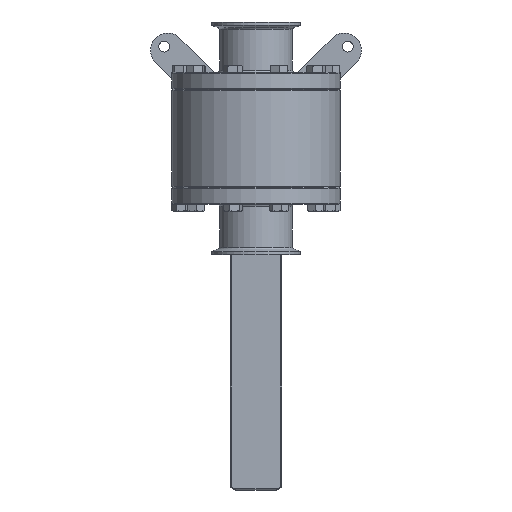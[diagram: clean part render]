
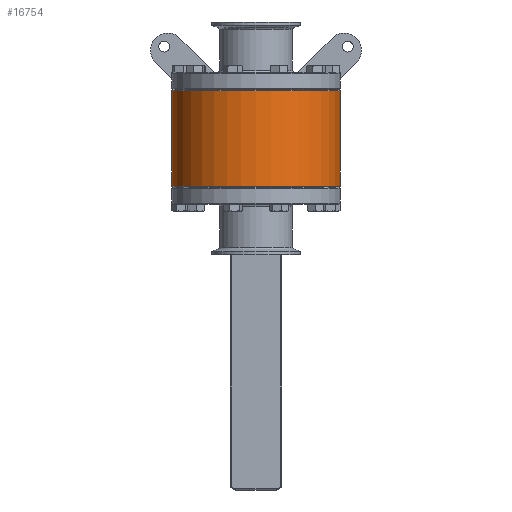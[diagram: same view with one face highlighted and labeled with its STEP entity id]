
A CAD part, front view. The second image highlights one B-rep face of the part: STEP entity #16754.
In plain terms, the highlighted cylindrical face has radius 73.5 mm (diameter 147 mm), a partial arc.
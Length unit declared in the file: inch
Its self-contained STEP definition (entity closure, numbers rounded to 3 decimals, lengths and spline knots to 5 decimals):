
#616 = EDGE_CURVE ( 'NONE', #4664, #17505, #4699, .T. ) ;
#637 = CIRCLE ( 'NONE', #29924, 2.8937 ) ;
#1267 = EDGE_LOOP ( 'NONE', ( #18490, #6724, #21569, #62911 ) ) ;
#2625 = DIRECTION ( 'NONE',  ( 0., 0., -1. ) ) ;
#3766 = LINE ( 'NONE', #3813, #36650 ) ;
#3813 = CARTESIAN_POINT ( 'NONE',  ( -2.8937, 0., 4.9485 ) ) ;
#4664 = VERTEX_POINT ( 'NONE', #31897 ) ;
#4677 = DIRECTION ( 'NONE',  ( 0., 0., 1. ) ) ;
#4699 = CIRCLE ( 'NONE', #4921, 2.8937 ) ;
#4921 = AXIS2_PLACEMENT_3D ( 'NONE', #28239, #2625, #52711 ) ;
#6724 = ORIENTED_EDGE ( 'NONE', *, *, #40099, .T. ) ;
#7360 = EDGE_CURVE ( 'NONE', #56556, #17505, #3766, .T. ) ;
#14008 = CARTESIAN_POINT ( 'NONE',  ( 2.8937, 0., 4.9485 ) ) ;
#16754 = ADVANCED_FACE ( 'NONE', ( #23073 ), #42634, .T. ) ;
#17505 = VERTEX_POINT ( 'NONE', #31160 ) ;
#18490 = ORIENTED_EDGE ( 'NONE', *, *, #7360, .F. ) ;
#19063 = DIRECTION ( 'NONE',  ( 0., 0., 1. ) ) ;
#20230 = EDGE_CURVE ( 'NONE', #62164, #4664, #48954, .T. ) ;
#21372 = DIRECTION ( 'NONE',  ( 1., 0., 0. ) ) ;
#21569 = ORIENTED_EDGE ( 'NONE', *, *, #20230, .T. ) ;
#23073 = FACE_OUTER_BOUND ( 'NONE', #1267, .T. ) ;
#27499 = CARTESIAN_POINT ( 'NONE',  ( 2.8937, 0., -1.63583 ) ) ;
#28239 = CARTESIAN_POINT ( 'NONE',  ( 0., 0., 1.63583 ) ) ;
#29924 = AXIS2_PLACEMENT_3D ( 'NONE', #41304, #61457, #53282 ) ;
#31160 = CARTESIAN_POINT ( 'NONE',  ( -2.8937, 0., 1.63583 ) ) ;
#31897 = CARTESIAN_POINT ( 'NONE',  ( 2.8937, 0., 1.63583 ) ) ;
#34654 = CARTESIAN_POINT ( 'NONE',  ( 0., 0., 4.9485 ) ) ;
#35754 = AXIS2_PLACEMENT_3D ( 'NONE', #34654, #4677, #21372 ) ;
#36650 = VECTOR ( 'NONE', #38831, 39.37008 ) ;
#38831 = DIRECTION ( 'NONE',  ( 0., 0., 1. ) ) ;
#40099 = EDGE_CURVE ( 'NONE', #56556, #62164, #637, .T. ) ;
#41304 = CARTESIAN_POINT ( 'NONE',  ( 0., 0., -1.63583 ) ) ;
#42634 = CYLINDRICAL_SURFACE ( 'NONE', #35754, 2.8937 ) ;
#45790 = VECTOR ( 'NONE', #19063, 39.37008 ) ;
#48954 = LINE ( 'NONE', #14008, #45790 ) ;
#51605 = CARTESIAN_POINT ( 'NONE',  ( -2.8937, 0., -1.63583 ) ) ;
#52711 = DIRECTION ( 'NONE',  ( -1., 0., 0. ) ) ;
#53282 = DIRECTION ( 'NONE',  ( 1., 0., 0. ) ) ;
#56556 = VERTEX_POINT ( 'NONE', #51605 ) ;
#61457 = DIRECTION ( 'NONE',  ( 0., 0., 1. ) ) ;
#62164 = VERTEX_POINT ( 'NONE', #27499 ) ;
#62911 = ORIENTED_EDGE ( 'NONE', *, *, #616, .T. ) ;
